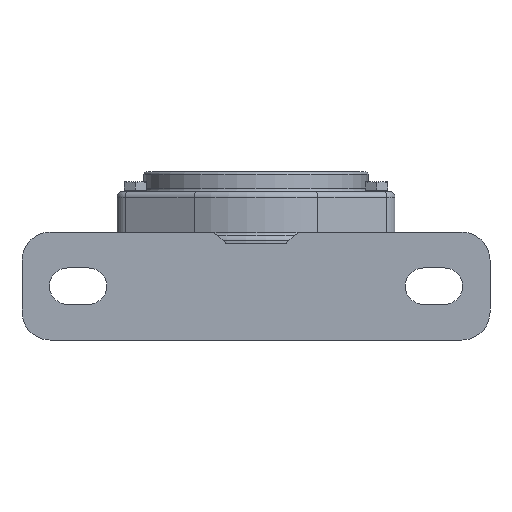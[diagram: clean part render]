
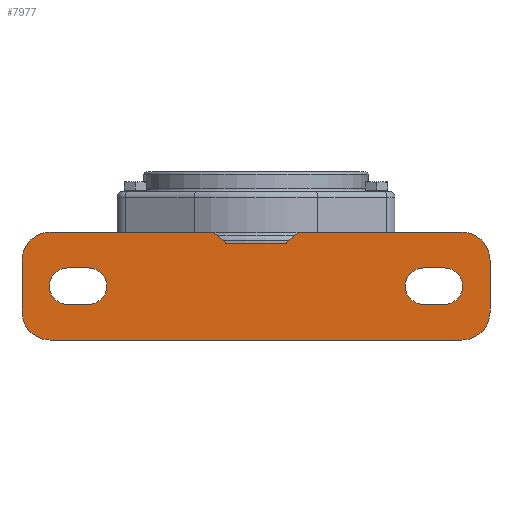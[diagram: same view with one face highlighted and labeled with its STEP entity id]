
A CAD part, front view. The second image highlights one B-rep face of the part: STEP entity #7977.
In plain terms, the highlighted planar face has unit normal (0, -1, 0).
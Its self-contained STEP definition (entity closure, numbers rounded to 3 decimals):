
#947=LINE($,#13713,#1324);
#953=LINE($,#13729,#1330);
#956=LINE($,#13738,#1333);
#960=LINE($,#13752,#1337);
#964=LINE($,#13759,#1341);
#967=LINE($,#13770,#1344);
#971=LINE($,#13780,#1348);
#982=LINE($,#13859,#1359);
#987=LINE($,#13878,#1364);
#989=LINE($,#13884,#1366);
#990=LINE($,#13887,#1367);
#991=LINE($,#13888,#1368);
#1324=VECTOR($,#10631,18.5);
#1330=VECTOR($,#10645,7.5);
#1333=VECTOR($,#10656,7.5);
#1337=VECTOR($,#10668,7.5);
#1341=VECTOR($,#10674,7.5);
#1344=VECTOR($,#10685,58.337);
#1348=VECTOR($,#10695,6.058);
#1359=VECTOR($,#10732,58.337);
#1364=VECTOR($,#10753,18.5);
#1366=VECTOR($,#10759,147.);
#1367=VECTOR($,#10762,21.226);
#1368=VECTOR($,#10763,6.058);
#1579=PLANE($,#8823);
#1757=FACE_BOUND($,#2854,.T.);
#1758=FACE_BOUND($,#2855,.T.);
#2272=FACE_OUTER_BOUND($,#2853,.T.);
#2853=EDGE_LOOP($,(#6807,#6808,#6809,#6810,#6811,#6812,#6813,#6814,#6815,
#6816,#6817,#6818));
#2854=EDGE_LOOP($,(#6819,#6820,#6821,#6822));
#2855=EDGE_LOOP($,(#6823,#6824,#6825,#6826));
#3404=CIRCLE($,#8784,6.5);
#3406=CIRCLE($,#8788,6.5);
#3408=CIRCLE($,#8792,6.5);
#3410=CIRCLE($,#8797,6.5);
#3419=CIRCLE($,#8818,10.);
#3421=CIRCLE($,#8821,10.);
#3422=CIRCLE($,#8824,10.);
#3423=CIRCLE($,#8825,10.);
#4064=VERTEX_POINT($,#13710);
#4065=VERTEX_POINT($,#13712);
#4068=VERTEX_POINT($,#13719);
#4069=VERTEX_POINT($,#13721);
#4071=VERTEX_POINT($,#13727);
#4073=VERTEX_POINT($,#13733);
#4076=VERTEX_POINT($,#13743);
#4077=VERTEX_POINT($,#13745);
#4079=VERTEX_POINT($,#13751);
#4081=VERTEX_POINT($,#13757);
#4084=VERTEX_POINT($,#13767);
#4085=VERTEX_POINT($,#13769);
#4088=VERTEX_POINT($,#13778);
#4102=VERTEX_POINT($,#13856);
#4103=VERTEX_POINT($,#13858);
#4107=VERTEX_POINT($,#13871);
#4109=VERTEX_POINT($,#13877);
#4110=VERTEX_POINT($,#13881);
#4111=VERTEX_POINT($,#13883);
#4112=VERTEX_POINT($,#13886);
#4988=EDGE_CURVE($,#4065,#4064,#947,.T.);
#4992=EDGE_CURVE($,#4069,#4068,#3404,.T.);
#4996=EDGE_CURVE($,#4068,#4071,#953,.T.);
#4999=EDGE_CURVE($,#4071,#4073,#3406,.T.);
#5001=EDGE_CURVE($,#4073,#4069,#956,.T.);
#5004=EDGE_CURVE($,#4077,#4076,#3408,.T.);
#5007=EDGE_CURVE($,#4079,#4077,#960,.T.);
#5011=EDGE_CURVE($,#4076,#4081,#964,.T.);
#5013=EDGE_CURVE($,#4081,#4079,#3410,.T.);
#5016=EDGE_CURVE($,#4084,#4085,#967,.T.);
#5022=EDGE_CURVE($,#4088,#4084,#971,.T.);
#5042=EDGE_CURVE($,#4102,#4103,#982,.T.);
#5047=EDGE_CURVE($,#4065,#4102,#3419,.T.);
#5049=EDGE_CURVE($,#4085,#4107,#3421,.T.);
#5052=EDGE_CURVE($,#4107,#4109,#987,.T.);
#5054=EDGE_CURVE($,#4110,#4064,#3422,.T.);
#5055=EDGE_CURVE($,#4110,#4111,#989,.T.);
#5056=EDGE_CURVE($,#4109,#4111,#3423,.T.);
#5057=EDGE_CURVE($,#4088,#4112,#990,.T.);
#5058=EDGE_CURVE($,#4103,#4112,#991,.T.);
#6807=ORIENTED_EDGE($,*,*,#5054,.F.);
#6808=ORIENTED_EDGE($,*,*,#5055,.T.);
#6809=ORIENTED_EDGE($,*,*,#5056,.F.);
#6810=ORIENTED_EDGE($,*,*,#5052,.F.);
#6811=ORIENTED_EDGE($,*,*,#5049,.F.);
#6812=ORIENTED_EDGE($,*,*,#5016,.F.);
#6813=ORIENTED_EDGE($,*,*,#5022,.F.);
#6814=ORIENTED_EDGE($,*,*,#5057,.T.);
#6815=ORIENTED_EDGE($,*,*,#5058,.F.);
#6816=ORIENTED_EDGE($,*,*,#5042,.F.);
#6817=ORIENTED_EDGE($,*,*,#5047,.F.);
#6818=ORIENTED_EDGE($,*,*,#4988,.T.);
#6819=ORIENTED_EDGE($,*,*,#4999,.T.);
#6820=ORIENTED_EDGE($,*,*,#5001,.T.);
#6821=ORIENTED_EDGE($,*,*,#4992,.T.);
#6822=ORIENTED_EDGE($,*,*,#4996,.T.);
#6823=ORIENTED_EDGE($,*,*,#5007,.T.);
#6824=ORIENTED_EDGE($,*,*,#5004,.T.);
#6825=ORIENTED_EDGE($,*,*,#5011,.T.);
#6826=ORIENTED_EDGE($,*,*,#5013,.T.);
#7977=ADVANCED_FACE($,(#2272,#1757,#1758),#1579,.T.);
#8784=AXIS2_PLACEMENT_3D($,#13722,#10638,#10639);
#8788=AXIS2_PLACEMENT_3D($,#13735,#10651,#10652);
#8792=AXIS2_PLACEMENT_3D($,#13746,#10662,#10663);
#8797=AXIS2_PLACEMENT_3D($,#13762,#10679,#10680);
#8818=AXIS2_PLACEMENT_3D($,#13867,#10741,#10742);
#8821=AXIS2_PLACEMENT_3D($,#13872,#10747,#10748);
#8823=AXIS2_PLACEMENT_3D($,#13880,#10755,#10756);
#8824=AXIS2_PLACEMENT_3D($,#13882,#10757,#10758);
#8825=AXIS2_PLACEMENT_3D($,#13885,#10760,#10761);
#10631=DIRECTION($,(0.,0.,-1.));
#10638=DIRECTION('center_axis',(0.,1.,0.));
#10639=DIRECTION('ref_axis',(0.,0.,-1.));
#10645=DIRECTION($,(-1.,0.,0.));
#10651=DIRECTION('center_axis',(0.,1.,0.));
#10652=DIRECTION('ref_axis',(0.,0.,1.));
#10656=DIRECTION($,(1.,0.,0.));
#10662=DIRECTION('center_axis',(0.,1.,0.));
#10663=DIRECTION('ref_axis',(0.,0.,-1.));
#10668=DIRECTION($,(1.,0.,0.));
#10674=DIRECTION($,(-1.,0.,0.));
#10679=DIRECTION('center_axis',(0.,1.,0.));
#10680=DIRECTION('ref_axis',(0.,0.,1.));
#10685=DIRECTION($,(1.,0.,0.));
#10695=DIRECTION($,(0.751,0.,0.66));
#10732=DIRECTION($,(1.,0.,0.));
#10741=DIRECTION('center_axis',(0.,1.,0.));
#10742=DIRECTION('ref_axis',(-0.707,0.,0.707));
#10747=DIRECTION('center_axis',(0.,1.,0.));
#10748=DIRECTION('ref_axis',(0.707,0.,0.707));
#10753=DIRECTION($,(0.,0.,-1.));
#10755=DIRECTION('center_axis',(0.,-1.,0.));
#10756=DIRECTION('ref_axis',(0.,0.,-1.));
#10757=DIRECTION('center_axis',(0.,1.,0.));
#10758=DIRECTION('ref_axis',(-0.707,0.,-0.707));
#10759=DIRECTION($,(1.,0.,0.));
#10760=DIRECTION('center_axis',(0.,1.,0.));
#10761=DIRECTION('ref_axis',(0.707,0.,-0.707));
#10762=DIRECTION($,(-1.,0.,0.));
#10763=DIRECTION($,(0.751,0.,-0.66));
#13710=CARTESIAN_POINT('',(-80.19,-95.503,-153.258));
#13712=CARTESIAN_POINT('',(-80.19,-95.503,-134.758));
#13713=CARTESIAN_POINT($,(-80.19,-95.503,-124.758));
#13719=CARTESIAN_POINT('',(70.56,-95.503,-150.508));
#13721=CARTESIAN_POINT('',(70.56,-95.503,-137.508));
#13722=CARTESIAN_POINT('Origin',(70.56,-95.503,-144.008));
#13727=CARTESIAN_POINT('',(63.06,-95.503,-150.508));
#13729=CARTESIAN_POINT($,(-8.565,-95.503,-150.508));
#13733=CARTESIAN_POINT('',(63.06,-95.503,-137.508));
#13735=CARTESIAN_POINT('Origin',(63.06,-95.503,-144.008));
#13738=CARTESIAN_POINT($,(-4.815,-95.503,-137.508));
#13743=CARTESIAN_POINT('',(-56.44,-95.503,-150.508));
#13745=CARTESIAN_POINT('',(-56.44,-95.503,-137.508));
#13746=CARTESIAN_POINT('Origin',(-56.44,-95.503,-144.008));
#13751=CARTESIAN_POINT('',(-63.94,-95.503,-137.508));
#13752=CARTESIAN_POINT($,(-68.315,-95.503,-137.508));
#13757=CARTESIAN_POINT('',(-63.94,-95.503,-150.508));
#13759=CARTESIAN_POINT($,(-72.065,-95.503,-150.508));
#13762=CARTESIAN_POINT('Origin',(-63.94,-95.503,-144.008));
#13767=CARTESIAN_POINT('',(18.473,-95.503,-124.758));
#13769=CARTESIAN_POINT('',(76.81,-95.503,-124.758));
#13770=CARTESIAN_POINT($,(-80.19,-95.503,-124.758));
#13778=CARTESIAN_POINT('',(13.923,-95.503,-128.758));
#13780=CARTESIAN_POINT($,(-10.211,-95.503,-149.974));
#13856=CARTESIAN_POINT('',(-70.19,-95.503,-124.758));
#13858=CARTESIAN_POINT('',(-11.853,-95.503,-124.758));
#13859=CARTESIAN_POINT($,(-80.19,-95.503,-124.758));
#13867=CARTESIAN_POINT('Origin',(-70.19,-95.503,-134.758));
#13871=CARTESIAN_POINT('',(86.81,-95.503,-134.758));
#13872=CARTESIAN_POINT('Origin',(76.81,-95.503,-134.758));
#13877=CARTESIAN_POINT('',(86.81,-95.503,-153.258));
#13878=CARTESIAN_POINT($,(86.81,-95.503,-124.758));
#13880=CARTESIAN_POINT('Origin',(-80.19,-95.503,-124.758));
#13881=CARTESIAN_POINT('',(-70.19,-95.503,-163.258));
#13882=CARTESIAN_POINT('Origin',(-70.19,-95.503,-153.258));
#13883=CARTESIAN_POINT('',(76.81,-95.503,-163.258));
#13884=CARTESIAN_POINT($,(-80.19,-95.503,-163.258));
#13885=CARTESIAN_POINT('Origin',(76.81,-95.503,-153.258));
#13886=CARTESIAN_POINT('',(-7.303,-95.503,-128.758));
#13887=CARTESIAN_POINT($,(-38.44,-95.503,-128.758));
#13888=CARTESIAN_POINT($,(-36.268,-95.503,-103.296));
